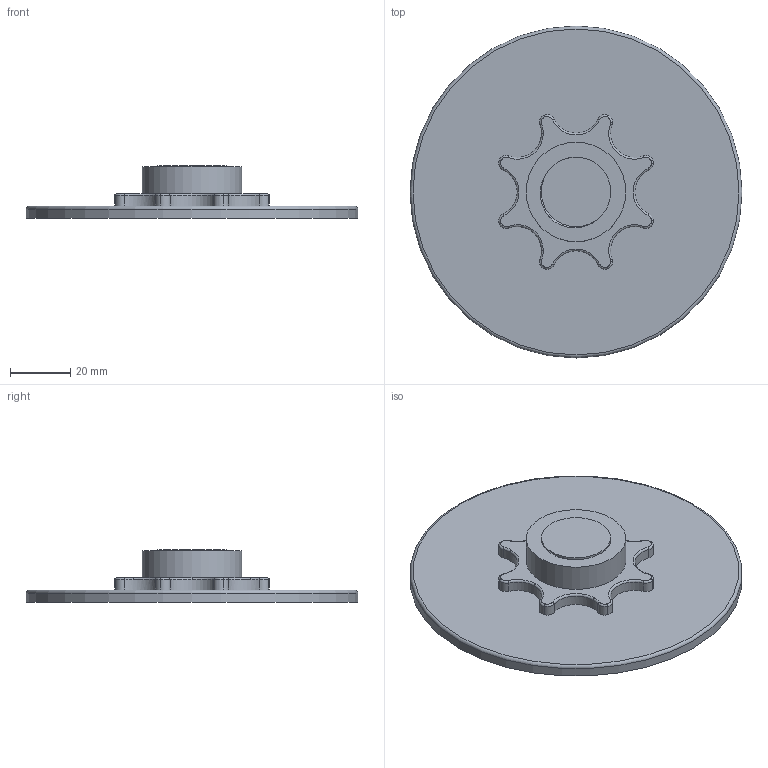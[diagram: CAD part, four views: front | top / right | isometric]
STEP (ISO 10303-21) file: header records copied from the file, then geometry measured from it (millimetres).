
FILE_DESCRIPTION(('HOOPS Exchange Step'),'2;1');
FILE_NAME('temp_export','2024-03-10T14:37:52-07:00',('mobile'),('Shapr3D Limited'),'HOOPS Exchange 2023.2','Shapr3D','Authorized');
FILE_SCHEMA( ('AUTOMOTIVE_DESIGN { 1 0 10303 214 1 1 1 1 }') );
Length unit declared in the file: millimetre
Products named in the file (3): yyyeeesss.step; try to port.step; root
Assembly tree (2 placements, depth 2):
  root
    yyyeeesss.step
    try to port.step
Bounding box: 110 x 110 x 17.3 mm (x, y, z)
Volume: 52391.3 mm3; surface area: 24715.4 mm2
Topology: 2 solids, 2 shells, 106 faces, 264 edges, 165 vertices
Faces by surface type: cylinder 50, torus 41, plane 10, bspline 5
Full cylindrical faces by diameter (mm): 23 x6, 33 x1, 110 x1
Entity records: 13375 total; most frequent: CARTESIAN_POINT 10723, DIRECTION 616, ORIENTED_EDGE 528, AXIS2_PLACEMENT_3D 280, EDGE_CURVE 264, CIRCLE 176, VERTEX_POINT 165, EDGE_LOOP 109
